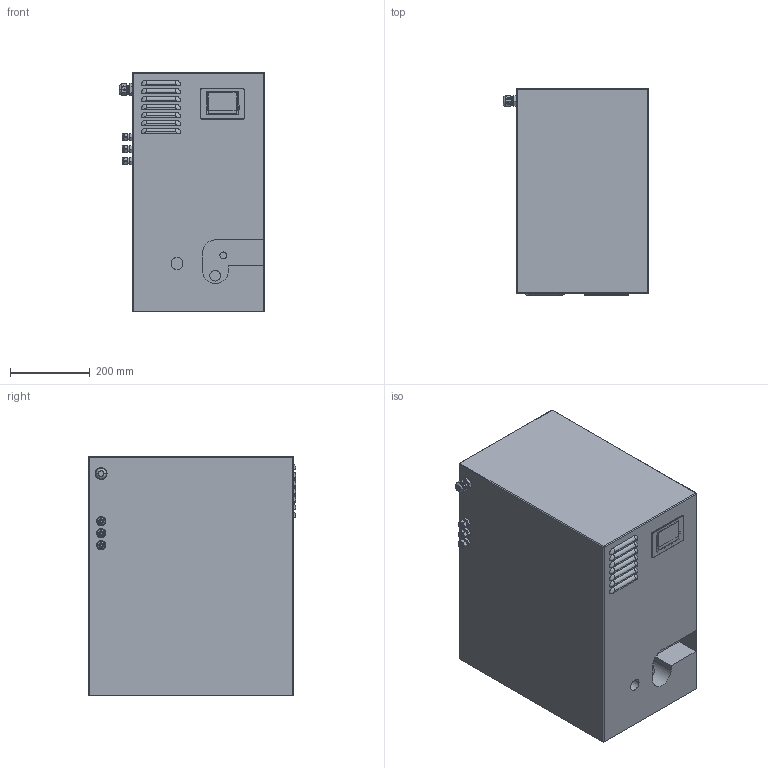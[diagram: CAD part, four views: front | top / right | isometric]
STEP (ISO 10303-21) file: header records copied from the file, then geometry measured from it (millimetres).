
FILE_DESCRIPTION((''),'2;1');
FILE_NAME('INGOMBRI_HPN','2024-02-01T',('mcortina'),(''),'CREO PARAMETRIC BY PTC INC, 2016050','CREO PARAMETRIC BY PTC INC, 2016050','');
FILE_SCHEMA(('AUTOMOTIVE_DESIGN { 1 0 10303 214 1 1 1 1 }'));
Length unit declared in the file: millimetre
Products named in the file (1): INGOMBRI_HPN
Bounding box: 365.19 x 520.2 x 600.2 mm (x, y, z)
Volume: 96741275.6 mm3; surface area: 1483963.3 mm2
Topology: 2 solids, 11 shells, 549 faces, 1466 edges, 956 vertices
Faces by surface type: plane 297, cylinder 169, cone 37, bspline 22, torus 20, sphere 4
Entity records: 22058 total; most frequent: CARTESIAN_POINT 8235, ORIENTED_EDGE 2932, DIRECTION 2777, EDGE_CURVE 1466, AXIS2_PLACEMENT_3D 994, VERTEX_POINT 956, VECTOR 789, LINE 789
